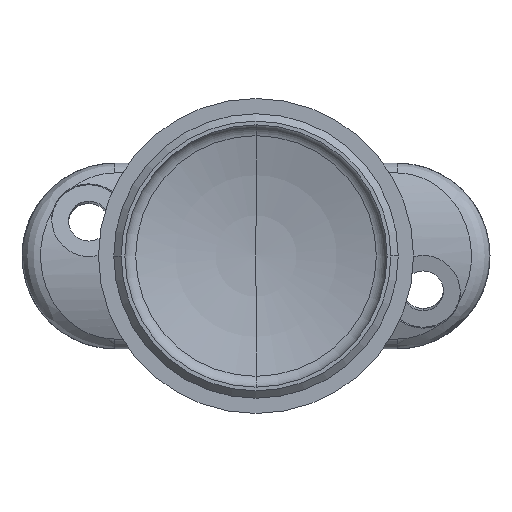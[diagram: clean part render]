
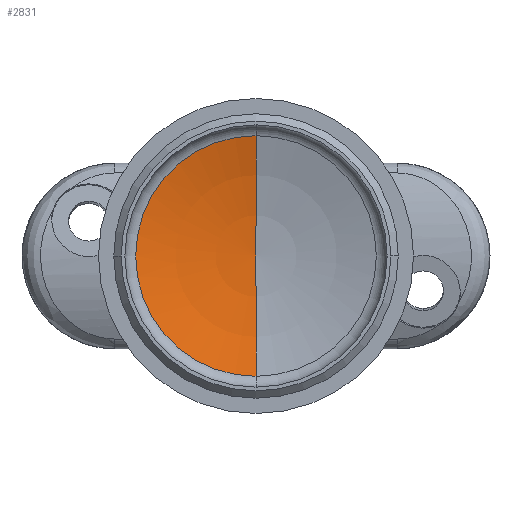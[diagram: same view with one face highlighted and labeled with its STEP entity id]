
A CAD part, front view. The second image highlights one B-rep face of the part: STEP entity #2831.
In plain terms, the highlighted toroidal (fillet/blend) face has major radius 0.294 mm and minor radius 60.247 mm.
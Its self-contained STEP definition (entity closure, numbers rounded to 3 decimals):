
#23 = VERTEX_POINT ( 'NONE', #3172 ) ;
#204 = DIRECTION ( 'NONE',  ( 0., 0., 1. ) ) ;
#404 = CARTESIAN_POINT ( 'NONE',  ( 0., 21.328, 0. ) ) ;
#406 = AXIS2_PLACEMENT_3D ( 'NONE', #3670, #3016, #204 ) ;
#641 = DIRECTION ( 'NONE',  ( 1., 0., 0. ) ) ;
#760 = VERTEX_POINT ( 'NONE', #404 ) ;
#842 = CIRCLE ( 'NONE', #406, 60.247 ) ;
#875 = DIRECTION ( 'NONE',  ( 0., 0., 1. ) ) ;
#940 = EDGE_CURVE ( 'NONE', #3035, #760, #842, .T. ) ;
#1306 = DIRECTION ( 'NONE',  ( 0., 0., -1. ) ) ;
#1380 = DIRECTION ( 'NONE',  ( 0., 0., -1. ) ) ;
#1618 = CARTESIAN_POINT ( 'NONE',  ( 0., -38.918, 0. ) ) ;
#1627 = ORIENTED_EDGE ( 'NONE', *, *, #940, .F. ) ;
#1662 = CARTESIAN_POINT ( 'NONE',  ( 0., -38.918, 0.295 ) ) ;
#1861 = CIRCLE ( 'NONE', #3631, 60.247 ) ;
#2069 = DIRECTION ( 'NONE',  ( 0., -1., 0. ) ) ;
#2084 = FACE_OUTER_BOUND ( 'NONE', #2337, .T. ) ;
#2337 = EDGE_LOOP ( 'NONE', ( #3307, #3533, #1627 ) ) ;
#2733 = TOROIDAL_SURFACE ( 'NONE', #3867, -0.295, 60.247 ) ;
#2787 = CIRCLE ( 'NONE', #3007, 16.197 ) ;
#2831 = ADVANCED_FACE ( 'NONE', ( #2084 ), #2733, .F. ) ;
#2888 = EDGE_CURVE ( 'NONE', #23, #760, #1861, .T. ) ;
#3007 = AXIS2_PLACEMENT_3D ( 'NONE', #3475, #2069, #1380 ) ;
#3009 = DIRECTION ( 'NONE',  ( 0., 1., 0. ) ) ;
#3016 = DIRECTION ( 'NONE',  ( -1., 0., 0. ) ) ;
#3035 = VERTEX_POINT ( 'NONE', #3447 ) ;
#3172 = CARTESIAN_POINT ( 'NONE',  ( 0., 19.028, -16.197 ) ) ;
#3307 = ORIENTED_EDGE ( 'NONE', *, *, #3503, .T. ) ;
#3447 = CARTESIAN_POINT ( 'NONE',  ( 0., 19.028, 16.197 ) ) ;
#3475 = CARTESIAN_POINT ( 'NONE',  ( 0., 19.028, 0. ) ) ;
#3503 = EDGE_CURVE ( 'NONE', #3035, #23, #2787, .T. ) ;
#3533 = ORIENTED_EDGE ( 'NONE', *, *, #2888, .T. ) ;
#3631 = AXIS2_PLACEMENT_3D ( 'NONE', #1662, #641, #1306 ) ;
#3670 = CARTESIAN_POINT ( 'NONE',  ( 0., -38.918, -0.295 ) ) ;
#3867 = AXIS2_PLACEMENT_3D ( 'NONE', #1618, #3009, #875 ) ;
